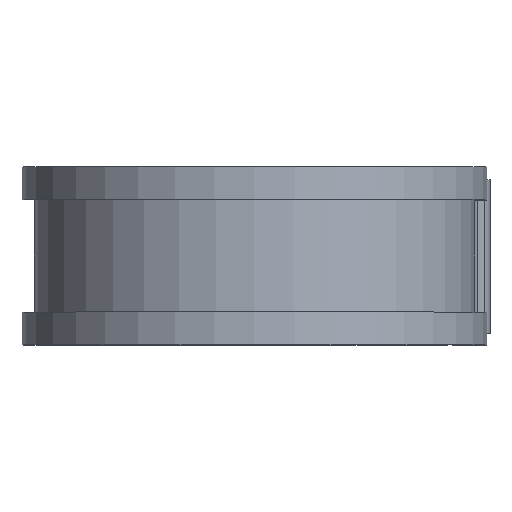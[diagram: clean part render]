
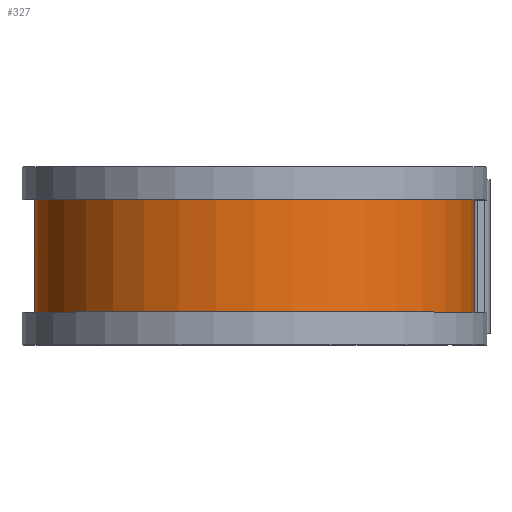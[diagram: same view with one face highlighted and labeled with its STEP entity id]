
A CAD part, top view. The second image highlights one B-rep face of the part: STEP entity #327.
In plain terms, the highlighted cylindrical face has radius 27.343 mm (diameter 54.686 mm), a partial arc.
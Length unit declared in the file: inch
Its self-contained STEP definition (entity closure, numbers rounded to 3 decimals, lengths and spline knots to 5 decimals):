
#55 = VERTEX_POINT ( 'NONE', #1543 ) ;
#89 = DIRECTION ( 'NONE',  ( 0., 0., -1. ) ) ;
#137 = CYLINDRICAL_SURFACE ( 'NONE', #383, 1.0765 ) ;
#213 = AXIS2_PLACEMENT_3D ( 'NONE', #1349, #1335, #89 ) ;
#300 = CARTESIAN_POINT ( 'NONE',  ( 1.0765, -0.275, 0. ) ) ;
#327 = ADVANCED_FACE ( 'NONE', ( #1395 ), #137, .T. ) ;
#383 = AXIS2_PLACEMENT_3D ( 'NONE', #541, #524, #591 ) ;
#475 = VECTOR ( 'NONE', #1564, 39.37008 ) ;
#524 = DIRECTION ( 'NONE',  ( 0., -1., 0. ) ) ;
#541 = CARTESIAN_POINT ( 'NONE',  ( 0., 0.375, 0. ) ) ;
#565 = EDGE_CURVE ( 'NONE', #55, #1659, #840, .T. ) ;
#591 = DIRECTION ( 'NONE',  ( 0., 0., -1. ) ) ;
#651 = EDGE_CURVE ( 'NONE', #55, #849, #945, .T. ) ;
#660 = DIRECTION ( 'NONE',  ( 0., -1., 0. ) ) ;
#709 = ORIENTED_EDGE ( 'NONE', *, *, #651, .T. ) ;
#710 = DIRECTION ( 'NONE',  ( 0., 0., -1. ) ) ;
#730 = ORIENTED_EDGE ( 'NONE', *, *, #735, .F. ) ;
#735 = EDGE_CURVE ( 'NONE', #1659, #1396, #1732, .T. ) ;
#767 = AXIS2_PLACEMENT_3D ( 'NONE', #1125, #1311, #710 ) ;
#809 = LINE ( 'NONE', #1152, #475 ) ;
#840 = LINE ( 'NONE', #1268, #872 ) ;
#849 = VERTEX_POINT ( 'NONE', #1554 ) ;
#862 = CARTESIAN_POINT ( 'NONE',  ( 0., -0.275, -1.0765 ) ) ;
#872 = VECTOR ( 'NONE', #660, 39.37008 ) ;
#945 = CIRCLE ( 'NONE', #767, 1.0765 ) ;
#1125 = CARTESIAN_POINT ( 'NONE',  ( 0., 0.275, 0. ) ) ;
#1152 = CARTESIAN_POINT ( 'NONE',  ( 0., 0.375, -1.0765 ) ) ;
#1219 = ORIENTED_EDGE ( 'NONE', *, *, #565, .F. ) ;
#1268 = CARTESIAN_POINT ( 'NONE',  ( 1.0765, 0.375, 0. ) ) ;
#1311 = DIRECTION ( 'NONE',  ( 0., -1., 0. ) ) ;
#1335 = DIRECTION ( 'NONE',  ( 0., -1., 0. ) ) ;
#1349 = CARTESIAN_POINT ( 'NONE',  ( 0., -0.275, 0. ) ) ;
#1395 = FACE_OUTER_BOUND ( 'NONE', #1471, .T. ) ;
#1396 = VERTEX_POINT ( 'NONE', #862 ) ;
#1471 = EDGE_LOOP ( 'NONE', ( #1219, #709, #1666, #730 ) ) ;
#1516 = EDGE_CURVE ( 'NONE', #849, #1396, #809, .T. ) ;
#1543 = CARTESIAN_POINT ( 'NONE',  ( 1.0765, 0.275, 0. ) ) ;
#1554 = CARTESIAN_POINT ( 'NONE',  ( 0., 0.275, -1.0765 ) ) ;
#1564 = DIRECTION ( 'NONE',  ( 0., -1., 0. ) ) ;
#1659 = VERTEX_POINT ( 'NONE', #300 ) ;
#1666 = ORIENTED_EDGE ( 'NONE', *, *, #1516, .T. ) ;
#1732 = CIRCLE ( 'NONE', #213, 1.0765 ) ;
